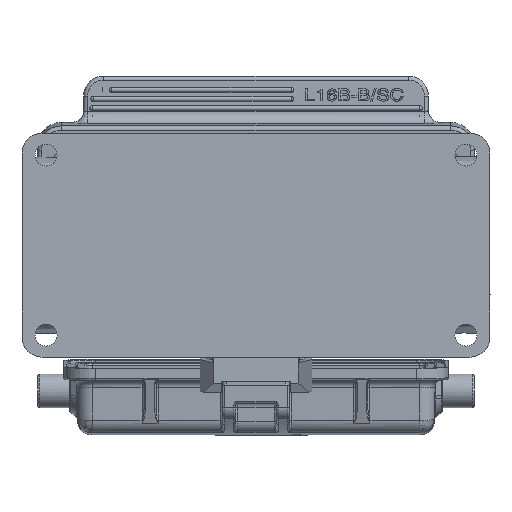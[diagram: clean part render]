
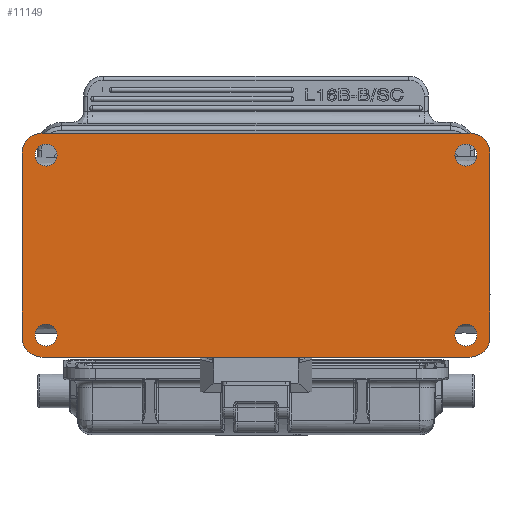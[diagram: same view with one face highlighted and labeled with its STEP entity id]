
A CAD part, front view. The second image highlights one B-rep face of the part: STEP entity #11149.
In plain terms, the highlighted planar face has unit normal (0, -1, 0).
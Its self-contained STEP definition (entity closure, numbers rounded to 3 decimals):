
#9510=FACE_BOUND('',#15735,.T.);
#9511=FACE_BOUND('',#15736,.T.);
#9512=FACE_BOUND('',#15737,.T.);
#9513=FACE_BOUND('',#15738,.T.);
#9514=FACE_BOUND('',#15739,.T.);
#9934=CIRCLE('',#40380,5.);
#9973=CIRCLE('',#40470,5.);
#9974=CIRCLE('',#40473,5.);
#9975=CIRCLE('',#40475,5.);
#9976=CIRCLE('',#40476,2.75);
#9977=CIRCLE('',#40477,2.75);
#9978=CIRCLE('',#40478,2.75);
#9979=CIRCLE('',#40479,2.75);
#9980=CIRCLE('',#40480,2.75);
#9981=CIRCLE('',#40481,2.75);
#9982=CIRCLE('',#40482,2.75);
#9983=CIRCLE('',#40483,2.75);
#11149=ADVANCED_FACE('',(#9510,#9511,#9512,#9513,#9514),#12837,.F.);
#12837=PLANE('',#40484);
#15735=EDGE_LOOP('',(#23318,#23319,#23320,#23321,#23322,#23323,#23324,#23325));
#15736=EDGE_LOOP('',(#23326,#23327));
#15737=EDGE_LOOP('',(#23328,#23329));
#15738=EDGE_LOOP('',(#23330,#23331));
#15739=EDGE_LOOP('',(#23332,#23333));
#17682=LINE('',#54243,#19555);
#17846=LINE('',#57368,#19719);
#17858=LINE('',#57446,#19731);
#17884=LINE('',#59348,#19757);
#19555=VECTOR('',#43664,1.);
#19719=VECTOR('',#44254,1.);
#19731=VECTOR('',#44282,1.);
#19757=VECTOR('',#44486,1.);
#23318=ORIENTED_EDGE('',*,*,#35844,.F.);
#23319=ORIENTED_EDGE('',*,*,#35848,.F.);
#23320=ORIENTED_EDGE('',*,*,#35974,.F.);
#23321=ORIENTED_EDGE('',*,*,#35457,.F.);
#23322=ORIENTED_EDGE('',*,*,#35969,.F.);
#23323=ORIENTED_EDGE('',*,*,#35971,.T.);
#23324=ORIENTED_EDGE('',*,*,#35973,.F.);
#23325=ORIENTED_EDGE('',*,*,#35827,.F.);
#23326=ORIENTED_EDGE('',*,*,#35975,.F.);
#23327=ORIENTED_EDGE('',*,*,#35976,.F.);
#23328=ORIENTED_EDGE('',*,*,#35977,.F.);
#23329=ORIENTED_EDGE('',*,*,#35978,.F.);
#23330=ORIENTED_EDGE('',*,*,#35979,.F.);
#23331=ORIENTED_EDGE('',*,*,#35980,.F.);
#23332=ORIENTED_EDGE('',*,*,#35981,.F.);
#23333=ORIENTED_EDGE('',*,*,#35982,.F.);
#31960=VERTEX_POINT('',#54242);
#31961=VERTEX_POINT('',#54244);
#32196=VERTEX_POINT('',#57369);
#32197=VERTEX_POINT('',#57370);
#32213=VERTEX_POINT('',#57438);
#32216=VERTEX_POINT('',#57445);
#32278=VERTEX_POINT('',#59345);
#32279=VERTEX_POINT('',#59349);
#32280=VERTEX_POINT('',#59356);
#32281=VERTEX_POINT('',#59357);
#32282=VERTEX_POINT('',#59360);
#32283=VERTEX_POINT('',#59361);
#32284=VERTEX_POINT('',#59364);
#32285=VERTEX_POINT('',#59365);
#32286=VERTEX_POINT('',#59368);
#32287=VERTEX_POINT('',#59369);
#35457=EDGE_CURVE('',#31960,#31961,#17682,.T.);
#35827=EDGE_CURVE('',#32196,#32197,#17846,.T.);
#35844=EDGE_CURVE('',#32213,#32196,#9934,.T.);
#35848=EDGE_CURVE('',#32216,#32213,#17858,.T.);
#35969=EDGE_CURVE('',#32278,#31960,#9973,.T.);
#35971=EDGE_CURVE('',#32278,#32279,#17884,.T.);
#35973=EDGE_CURVE('',#32197,#32279,#9974,.T.);
#35974=EDGE_CURVE('',#31961,#32216,#9975,.T.);
#35975=EDGE_CURVE('',#32280,#32281,#9976,.T.);
#35976=EDGE_CURVE('',#32281,#32280,#9977,.T.);
#35977=EDGE_CURVE('',#32282,#32283,#9978,.T.);
#35978=EDGE_CURVE('',#32283,#32282,#9979,.T.);
#35979=EDGE_CURVE('',#32284,#32285,#9980,.T.);
#35980=EDGE_CURVE('',#32285,#32284,#9981,.T.);
#35981=EDGE_CURVE('',#32286,#32287,#9982,.T.);
#35982=EDGE_CURVE('',#32287,#32286,#9983,.T.);
#40380=AXIS2_PLACEMENT_3D('',#57437,#44274,#44275);
#40470=AXIS2_PLACEMENT_3D('',#59344,#44481,#44482);
#40473=AXIS2_PLACEMENT_3D('',#59352,#44490,#44491);
#40475=AXIS2_PLACEMENT_3D('',#59354,#44494,#44495);
#40476=AXIS2_PLACEMENT_3D('',#59355,#44496,#44497);
#40477=AXIS2_PLACEMENT_3D('',#59358,#44498,#44499);
#40478=AXIS2_PLACEMENT_3D('',#59359,#44500,#44501);
#40479=AXIS2_PLACEMENT_3D('',#59362,#44502,#44503);
#40480=AXIS2_PLACEMENT_3D('',#59363,#44504,#44505);
#40481=AXIS2_PLACEMENT_3D('',#59366,#44506,#44507);
#40482=AXIS2_PLACEMENT_3D('',#59367,#44508,#44509);
#40483=AXIS2_PLACEMENT_3D('',#59370,#44510,#44511);
#40484=AXIS2_PLACEMENT_3D('',#59371,#44512,#44513);
#43664=DIRECTION('',(0.,0.,1.));
#44254=DIRECTION('',(0.,0.,-1.));
#44274=DIRECTION('',(0.,1.,0.));
#44275=DIRECTION('',(0.,0.,1.));
#44282=DIRECTION('',(1.,0.,0.));
#44481=DIRECTION('',(0.,1.,0.));
#44482=DIRECTION('',(0.,0.,-1.));
#44486=DIRECTION('',(1.,0.,0.));
#44490=DIRECTION('',(0.,1.,0.));
#44491=DIRECTION('',(1.,0.,0.));
#44494=DIRECTION('',(0.,1.,0.));
#44495=DIRECTION('',(-1.,0.,0.));
#44496=DIRECTION('',(0.,-1.,0.));
#44497=DIRECTION('',(0.,0.,-1.));
#44498=DIRECTION('',(0.,-1.,0.));
#44499=DIRECTION('',(0.,0.,1.));
#44500=DIRECTION('',(0.,-1.,0.));
#44501=DIRECTION('',(0.,0.,-1.));
#44502=DIRECTION('',(0.,-1.,0.));
#44503=DIRECTION('',(0.,0.,1.));
#44504=DIRECTION('',(0.,-1.,0.));
#44505=DIRECTION('',(0.,0.,-1.));
#44506=DIRECTION('',(0.,-1.,0.));
#44507=DIRECTION('',(0.,0.,1.));
#44508=DIRECTION('',(0.,-1.,0.));
#44509=DIRECTION('',(0.,0.,-1.));
#44510=DIRECTION('',(0.,-1.,0.));
#44511=DIRECTION('',(0.,0.,1.));
#44512=DIRECTION('',(0.,1.,0.));
#44513=DIRECTION('',(0.,0.,1.));
#54242=CARTESIAN_POINT('',(1.,0.,-51.));
#54243=CARTESIAN_POINT('',(1.,0.,-51.));
#54244=CARTESIAN_POINT('',(1.,0.,-5.));
#57368=CARTESIAN_POINT('',(118.,0.,-5.));
#57369=CARTESIAN_POINT('',(118.,0.,-5.));
#57370=CARTESIAN_POINT('',(118.,0.,-51.));
#57437=CARTESIAN_POINT('',(113.,0.,-5.));
#57438=CARTESIAN_POINT('',(113.,0.,0.));
#57445=CARTESIAN_POINT('',(6.,0.,0.));
#57446=CARTESIAN_POINT('',(6.,0.,0.));
#59344=CARTESIAN_POINT('',(6.,0.,-51.));
#59345=CARTESIAN_POINT('',(6.,0.,-56.));
#59348=CARTESIAN_POINT('',(6.,0.,-56.));
#59349=CARTESIAN_POINT('',(113.,0.,-56.));
#59352=CARTESIAN_POINT('',(113.,0.,-51.));
#59354=CARTESIAN_POINT('',(6.,0.,-5.));
#59355=CARTESIAN_POINT('',(7.,0.,-5.5));
#59356=CARTESIAN_POINT('',(7.,0.,-8.25));
#59357=CARTESIAN_POINT('',(7.,0.,-2.75));
#59358=CARTESIAN_POINT('',(7.,0.,-5.5));
#59359=CARTESIAN_POINT('',(7.,0.,-50.5));
#59360=CARTESIAN_POINT('',(7.,0.,-53.25));
#59361=CARTESIAN_POINT('',(7.,0.,-47.75));
#59362=CARTESIAN_POINT('',(7.,0.,-50.5));
#59363=CARTESIAN_POINT('',(112.,0.,-50.5));
#59364=CARTESIAN_POINT('',(112.,0.,-53.25));
#59365=CARTESIAN_POINT('',(112.,0.,-47.75));
#59366=CARTESIAN_POINT('',(112.,0.,-50.5));
#59367=CARTESIAN_POINT('',(112.,0.,-5.5));
#59368=CARTESIAN_POINT('',(112.,0.,-8.25));
#59369=CARTESIAN_POINT('',(112.,0.,-2.75));
#59370=CARTESIAN_POINT('',(112.,0.,-5.5));
#59371=CARTESIAN_POINT('',(59.5,0.,-28.));
